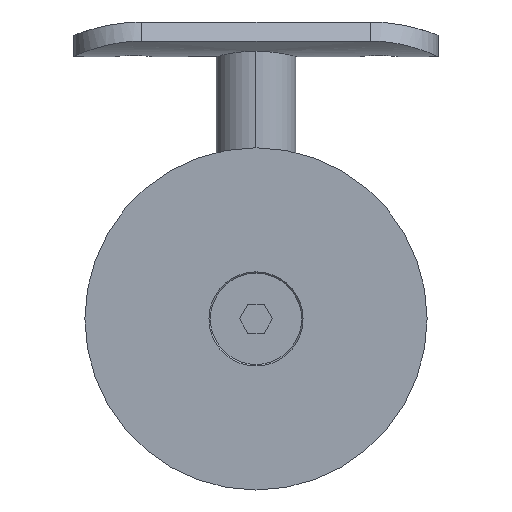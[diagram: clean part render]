
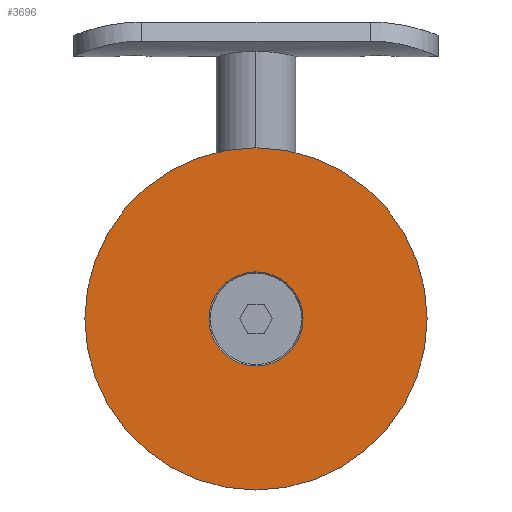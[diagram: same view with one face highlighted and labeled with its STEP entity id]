
A CAD part, front view. The second image highlights one B-rep face of the part: STEP entity #3696.
In plain terms, the highlighted planar face has unit normal (0, -1, 0).
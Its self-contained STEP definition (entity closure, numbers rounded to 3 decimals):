
#101 = FACE_BOUND ( 'NONE', #2620, .T. ) ;
#127 = AXIS2_PLACEMENT_3D ( 'NONE', #1215, #2971, #2606 ) ;
#163 = ORIENTED_EDGE ( 'NONE', *, *, #3889, .T. ) ;
#367 = AXIS2_PLACEMENT_3D ( 'NONE', #2090, #2694, #2747 ) ;
#471 = DIRECTION ( 'NONE',  ( 0., -1., 0. ) ) ;
#550 = CIRCLE ( 'NONE', #127, 30. ) ;
#556 = CARTESIAN_POINT ( 'NONE',  ( 0., -5., 8.25 ) ) ;
#598 = AXIS2_PLACEMENT_3D ( 'NONE', #1190, #3142, #3803 ) ;
#647 = CIRCLE ( 'NONE', #2482, 8.25 ) ;
#771 = VERTEX_POINT ( 'NONE', #815 ) ;
#815 = CARTESIAN_POINT ( 'NONE',  ( 0., -5., -30. ) ) ;
#941 = ORIENTED_EDGE ( 'NONE', *, *, #3795, .T. ) ;
#1010 = CARTESIAN_POINT ( 'NONE',  ( 0., -5., 30. ) ) ;
#1120 = DIRECTION ( 'NONE',  ( 0., 0., -1. ) ) ;
#1190 = CARTESIAN_POINT ( 'NONE',  ( 0., -5., 0. ) ) ;
#1194 = FACE_OUTER_BOUND ( 'NONE', #2877, .T. ) ;
#1215 = CARTESIAN_POINT ( 'NONE',  ( 0., -5., 0. ) ) ;
#1263 = CARTESIAN_POINT ( 'NONE',  ( 0., -5., 0. ) ) ;
#1555 = VERTEX_POINT ( 'NONE', #1010 ) ;
#1796 = ORIENTED_EDGE ( 'NONE', *, *, #4212, .T. ) ;
#1799 = CARTESIAN_POINT ( 'NONE',  ( 0., -5., -8.25 ) ) ;
#1853 = ORIENTED_EDGE ( 'NONE', *, *, #4008, .T. ) ;
#2010 = DIRECTION ( 'NONE',  ( 0., 1., 0. ) ) ;
#2090 = CARTESIAN_POINT ( 'NONE',  ( 0., -5., 0. ) ) ;
#2375 = VERTEX_POINT ( 'NONE', #556 ) ;
#2482 = AXIS2_PLACEMENT_3D ( 'NONE', #1263, #2010, #3390 ) ;
#2606 = DIRECTION ( 'NONE',  ( 1., 0., 0. ) ) ;
#2620 = EDGE_LOOP ( 'NONE', ( #163, #1853 ) ) ;
#2687 = CIRCLE ( 'NONE', #598, 30. ) ;
#2694 = DIRECTION ( 'NONE',  ( 0., 1., 0. ) ) ;
#2747 = DIRECTION ( 'NONE',  ( 1., 0., 0. ) ) ;
#2792 = CARTESIAN_POINT ( 'NONE',  ( 0., -5., 0. ) ) ;
#2877 = EDGE_LOOP ( 'NONE', ( #1796, #941 ) ) ;
#2971 = DIRECTION ( 'NONE',  ( 0., -1., 0. ) ) ;
#3142 = DIRECTION ( 'NONE',  ( 0., -1., 0. ) ) ;
#3390 = DIRECTION ( 'NONE',  ( 1., 0., 0. ) ) ;
#3490 = AXIS2_PLACEMENT_3D ( 'NONE', #2792, #471, #1120 ) ;
#3550 = PLANE ( 'NONE',  #3490 ) ;
#3602 = CIRCLE ( 'NONE', #367, 8.25 ) ;
#3696 = ADVANCED_FACE ( 'NONE', ( #101, #1194 ), #3550, .T. ) ;
#3795 = EDGE_CURVE ( 'NONE', #771, #1555, #550, .T. ) ;
#3803 = DIRECTION ( 'NONE',  ( 1., 0., 0. ) ) ;
#3889 = EDGE_CURVE ( 'NONE', #4208, #2375, #647, .T. ) ;
#4008 = EDGE_CURVE ( 'NONE', #2375, #4208, #3602, .T. ) ;
#4208 = VERTEX_POINT ( 'NONE', #1799 ) ;
#4212 = EDGE_CURVE ( 'NONE', #1555, #771, #2687, .T. ) ;
